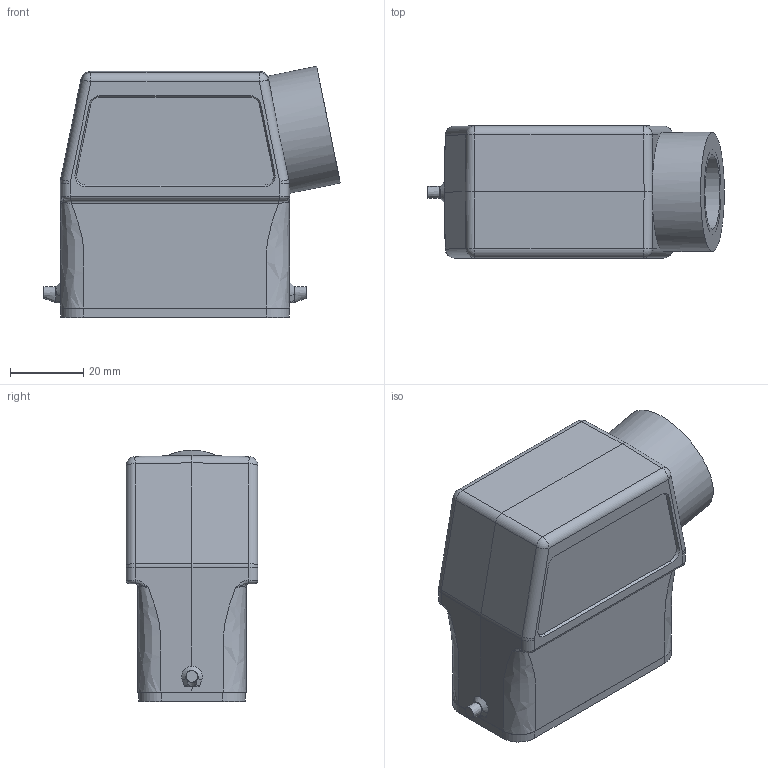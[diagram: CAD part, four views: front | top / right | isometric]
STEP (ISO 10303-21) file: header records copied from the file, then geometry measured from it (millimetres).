
FILE_DESCRIPTION((''),'2;1');
FILE_NAME('05200100561.stp','2020-07-07T16:10:56',('e.eickhoff'),(''),'Autodesk Inventor 2012','Autodesk Inventor 2012','');
FILE_SCHEMA(('AUTOMOTIVE_DESIGN { 1 0 10303 214 1 1 1 1 }'));
Length unit declared in the file: millimetre
Products named in the file (3): 05200100561; M20-PG16 Adapter
Assembly tree (2 placements, depth 2):
  05200100561
    05200100561
    M20-PG16 Adapter
Bounding box: 80.94 x 36 x 68.62 mm (x, y, z)
Volume: 60827.6 mm3; surface area: 30025.5 mm2
Topology: 2 solids, 2 shells, 389 faces, 1565 edges, 1762 vertices
Faces by surface type: plane 191, cylinder 100, bspline 56, cone 30, torus 8, sphere 4
Full cylindrical faces by diameter (mm): 3 x4, 18.5 x1, 20.5 x1, 22.5 x1, 23 x1, 32.5 x1
Entity records: 18927 total; most frequent: CARTESIAN_POINT 6271, DIRECTION 2307, ORIENTED_EDGE 1914, EDGE_CURVE 957, AXIS2_PLACEMENT_3D 807, VECTOR 693, LINE 693, VERTEX_POINT 610
